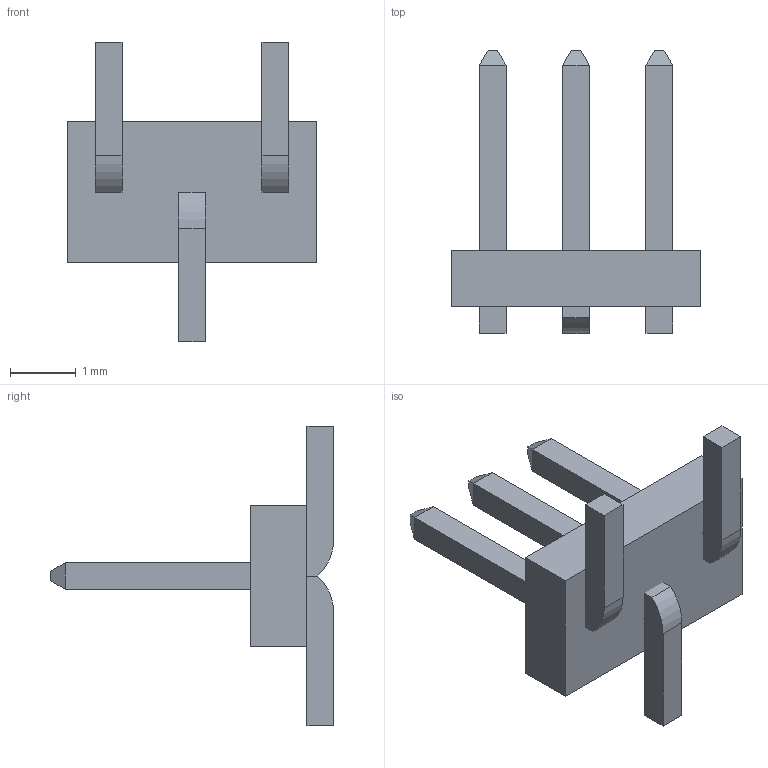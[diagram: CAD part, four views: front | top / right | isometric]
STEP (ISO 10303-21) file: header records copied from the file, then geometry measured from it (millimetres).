
FILE_DESCRIPTION(/* description */ ('STEP AP214'),/* implementation_level */ '2;1');
FILE_NAME(/* name */ 'FTS-103-01-L-SV',/* time_stamp */ '2022-09-26T11:46:16+02:00',/* author */ ('License CC BY-ND 4.0'),/* organization */ ('CADENAS'),/* preprocessor_version */ 'ST-DEVELOPER v18.102',/* originating_system */ 'PARTsolutions',/* authorisation */ ' ');
FILE_SCHEMA (('AUTOMOTIVE_DESIGN {1 0 10303 214 3 1 1}'));
Length unit declared in the file: inch
Products named in the file (4): FTS-103-01-L-SV; FTS-103-01-L-SV_pins2; FTS-103-01-L-SV_pins1; FTS-103-01-L-SV_body
Assembly tree (3 placements, depth 2):
  FTS-103-01-L-SV
    FTS-103-01-L-SV_pins2
    FTS-103-01-L-SV_pins1
    FTS-103-01-L-SV_body
Bounding box: 3.81 x 4.32 x 4.57 mm (x, y, z)
Volume: 10.4 mm3; surface area: 61.8 mm2
Topology: 3 solids, 3 shells, 57 faces, 141 edges, 90 vertices
Faces by surface type: plane 52, cylinder 5
Entity records: 1758 total; most frequent: CARTESIAN_POINT 292, ORIENTED_EDGE 282, DIRECTION 277, EDGE_CURVE 141, LINE 127, VECTOR 127, VERTEX_POINT 90, AXIS2_PLACEMENT_3D 75
